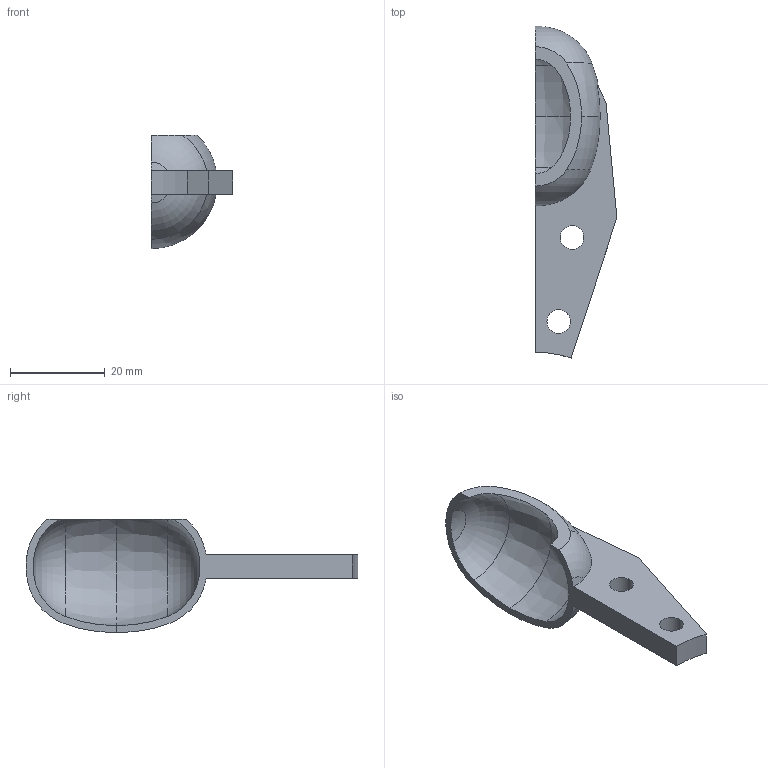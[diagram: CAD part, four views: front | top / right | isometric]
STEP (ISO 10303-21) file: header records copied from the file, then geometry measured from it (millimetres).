
FILE_DESCRIPTION(('CATIA V5 STEP Exchange'),'2;1');
FILE_NAME('turgo bucket.stp','2013-10-07T03:41:34+00:00',('none'),('none'),'CATIA Version 5 Release 18 GA (IN-10)','CATIA V5 STEP AP203','none');
FILE_SCHEMA(('CONFIG_CONTROL_DESIGN'));
Length unit declared in the file: millimetre
Products named in the file (1): Part1
Bounding box: 17.3 x 70.25 x 24 mm (x, y, z)
Volume: 4210.5 mm3; surface area: 4156.1 mm2
Topology: 1 solids, 1 shells, 29 faces, 85 edges, 55 vertices
Faces by surface type: revolution 10, plane 9, sphere 5, cylinder 5
Entity records: 1126 total; most frequent: CARTESIAN_POINT 389, ORIENTED_EDGE 164, DIRECTION 96, EDGE_CURVE 82, VERTEX_POINT 55, AXIS2_PLACEMENT_3D 54, CIRCLE 39, EDGE_LOOP 33
